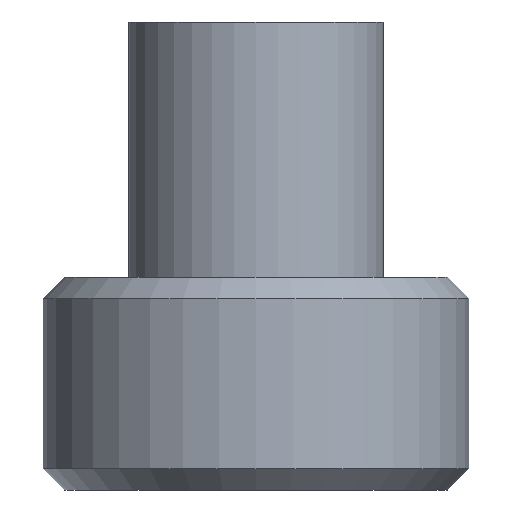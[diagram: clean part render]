
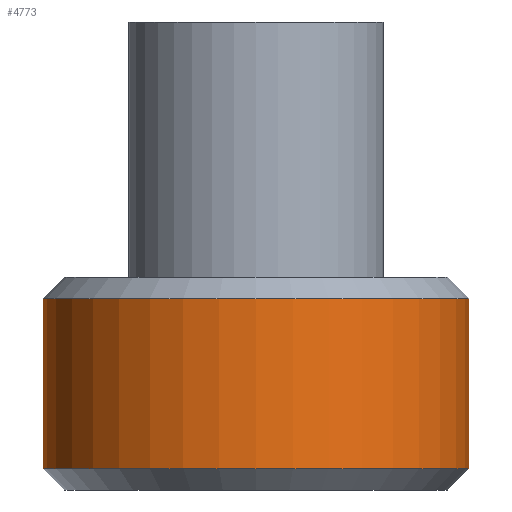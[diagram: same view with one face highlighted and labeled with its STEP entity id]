
A CAD part, left-side view. The second image highlights one B-rep face of the part: STEP entity #4773.
In plain terms, the highlighted cylindrical face has radius 10 mm (diameter 20 mm), a full revolution.
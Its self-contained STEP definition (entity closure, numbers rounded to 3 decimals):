
#53=CYLINDRICAL_SURFACE('',#4982,10.);
#84=CIRCLE('',#4979,10.);
#85=CIRCLE('',#4980,10.);
#87=CIRCLE('',#4983,10.);
#88=CIRCLE('',#4984,10.);
#112=FACE_BOUND('',#1154,.T.);
#443=B_SPLINE_CURVE_WITH_KNOTS('',3,(#9221,#9222,#9223,#9224,#9225,#9226,
#9227,#9228,#9229,#9230,#9231,#9232,#9233,#9234,#9235,#9236,#9237,#9238),
 .UNSPECIFIED.,.F.,.F.,(4,2,2,2,2,2,2,2,4),(0.,0.038,0.075,
0.113,0.151,0.188,0.226,
0.264,0.302),.UNSPECIFIED.);
#444=B_SPLINE_CURVE_WITH_KNOTS('',3,(#9239,#9240,#9241,#9242,#9243,#9244,
#9245,#9246,#9247,#9248,#9249,#9250,#9251,#9252,#9253,#9254,#9255,#9256),
 .UNSPECIFIED.,.F.,.F.,(4,2,2,2,2,2,2,2,4),(0.302,0.339,
0.377,0.415,0.452,0.49,
0.528,0.565,0.603),.UNSPECIFIED.);
#868=FACE_OUTER_BOUND('',#1153,.T.);
#1153=EDGE_LOOP('',(#4417,#4418,#4419,#4420,#4421,#4422));
#1154=EDGE_LOOP('',(#4423,#4424));
#1499=LINE('',#9277,#1840);
#1840=VECTOR('',#5601,10.);
#2303=VERTEX_POINT('',#9218);
#2304=VERTEX_POINT('',#9220);
#2307=VERTEX_POINT('',#9265);
#2308=VERTEX_POINT('',#9266);
#2310=VERTEX_POINT('',#9273);
#2311=VERTEX_POINT('',#9274);
#3006=EDGE_CURVE('',#2304,#2303,#443,.T.);
#3007=EDGE_CURVE('',#2303,#2304,#444,.T.);
#3011=EDGE_CURVE('',#2307,#2308,#84,.T.);
#3012=EDGE_CURVE('',#2308,#2307,#85,.T.);
#3015=EDGE_CURVE('',#2310,#2311,#87,.T.);
#3016=EDGE_CURVE('',#2311,#2310,#88,.T.);
#3017=EDGE_CURVE('',#2311,#2308,#1499,.T.);
#4417=ORIENTED_EDGE('',*,*,#3015,.F.);
#4418=ORIENTED_EDGE('',*,*,#3016,.F.);
#4419=ORIENTED_EDGE('',*,*,#3017,.T.);
#4420=ORIENTED_EDGE('',*,*,#3011,.F.);
#4421=ORIENTED_EDGE('',*,*,#3012,.F.);
#4422=ORIENTED_EDGE('',*,*,#3017,.F.);
#4423=ORIENTED_EDGE('',*,*,#3006,.T.);
#4424=ORIENTED_EDGE('',*,*,#3007,.T.);
#4773=ADVANCED_FACE('',(#868,#112),#53,.T.);
#4979=AXIS2_PLACEMENT_3D('',#9267,#5588,#5589);
#4980=AXIS2_PLACEMENT_3D('',#9268,#5590,#5591);
#4982=AXIS2_PLACEMENT_3D('',#9272,#5595,#5596);
#4983=AXIS2_PLACEMENT_3D('',#9275,#5597,#5598);
#4984=AXIS2_PLACEMENT_3D('',#9276,#5599,#5600);
#5588=DIRECTION('center_axis',(0.,0.,-1.));
#5589=DIRECTION('ref_axis',(-1.,0.,0.));
#5590=DIRECTION('center_axis',(0.,0.,-1.));
#5591=DIRECTION('ref_axis',(-1.,0.,0.));
#5595=DIRECTION('center_axis',(0.,0.,1.));
#5596=DIRECTION('ref_axis',(1.,0.,0.));
#5597=DIRECTION('center_axis',(0.,0.,1.));
#5598=DIRECTION('ref_axis',(-1.,0.,0.));
#5599=DIRECTION('center_axis',(0.,0.,1.));
#5600=DIRECTION('ref_axis',(-1.,0.,0.));
#5601=DIRECTION('',(0.,0.,-1.));
#9218=CARTESIAN_POINT('',(9.95,-1.,2.5));
#9220=CARTESIAN_POINT('',(9.95,1.,2.5));
#9221=CARTESIAN_POINT('Ctrl Pts',(9.95,1.,2.5));
#9222=CARTESIAN_POINT('Ctrl Pts',(9.95,1.,2.374));
#9223=CARTESIAN_POINT('Ctrl Pts',(9.952,0.975,2.24));
#9224=CARTESIAN_POINT('Ctrl Pts',(9.962,0.873,1.994));
#9225=CARTESIAN_POINT('Ctrl Pts',(9.969,0.796,1.882));
#9226=CARTESIAN_POINT('Ctrl Pts',(9.981,0.618,1.704));
#9227=CARTESIAN_POINT('Ctrl Pts',(9.988,0.506,1.627));
#9228=CARTESIAN_POINT('Ctrl Pts',(9.997,0.26,1.525));
#9229=CARTESIAN_POINT('Ctrl Pts',(10.,0.126,1.5));
#9230=CARTESIAN_POINT('Ctrl Pts',(10.,-0.126,1.5));
#9231=CARTESIAN_POINT('Ctrl Pts',(9.997,-0.26,1.525));
#9232=CARTESIAN_POINT('Ctrl Pts',(9.988,-0.506,1.627));
#9233=CARTESIAN_POINT('Ctrl Pts',(9.981,-0.618,1.704));
#9234=CARTESIAN_POINT('Ctrl Pts',(9.969,-0.796,1.882));
#9235=CARTESIAN_POINT('Ctrl Pts',(9.962,-0.873,1.994));
#9236=CARTESIAN_POINT('Ctrl Pts',(9.952,-0.975,2.24));
#9237=CARTESIAN_POINT('Ctrl Pts',(9.95,-1.,2.374));
#9238=CARTESIAN_POINT('Ctrl Pts',(9.95,-1.,2.5));
#9239=CARTESIAN_POINT('Ctrl Pts',(9.95,-1.,2.5));
#9240=CARTESIAN_POINT('Ctrl Pts',(9.95,-1.,2.626));
#9241=CARTESIAN_POINT('Ctrl Pts',(9.952,-0.975,2.76));
#9242=CARTESIAN_POINT('Ctrl Pts',(9.962,-0.873,3.006));
#9243=CARTESIAN_POINT('Ctrl Pts',(9.969,-0.796,3.118));
#9244=CARTESIAN_POINT('Ctrl Pts',(9.981,-0.618,3.296));
#9245=CARTESIAN_POINT('Ctrl Pts',(9.988,-0.506,3.373));
#9246=CARTESIAN_POINT('Ctrl Pts',(9.997,-0.26,3.475));
#9247=CARTESIAN_POINT('Ctrl Pts',(10.,-0.126,3.5));
#9248=CARTESIAN_POINT('Ctrl Pts',(10.,0.126,3.5));
#9249=CARTESIAN_POINT('Ctrl Pts',(9.997,0.26,3.475));
#9250=CARTESIAN_POINT('Ctrl Pts',(9.988,0.506,3.373));
#9251=CARTESIAN_POINT('Ctrl Pts',(9.981,0.618,3.296));
#9252=CARTESIAN_POINT('Ctrl Pts',(9.969,0.796,3.118));
#9253=CARTESIAN_POINT('Ctrl Pts',(9.962,0.873,3.006));
#9254=CARTESIAN_POINT('Ctrl Pts',(9.952,0.975,2.76));
#9255=CARTESIAN_POINT('Ctrl Pts',(9.95,1.,2.626));
#9256=CARTESIAN_POINT('Ctrl Pts',(9.95,1.,2.5));
#9265=CARTESIAN_POINT('',(10.,0.,1.));
#9266=CARTESIAN_POINT('',(-10.,0.,1.));
#9267=CARTESIAN_POINT('Origin',(0.,0.,1.));
#9268=CARTESIAN_POINT('Origin',(0.,0.,1.));
#9272=CARTESIAN_POINT('Origin',(0.,0.,0.));
#9273=CARTESIAN_POINT('',(10.,0.,9.));
#9274=CARTESIAN_POINT('',(-10.,0.,9.));
#9275=CARTESIAN_POINT('Origin',(0.,0.,9.));
#9276=CARTESIAN_POINT('Origin',(0.,0.,9.));
#9277=CARTESIAN_POINT('',(-10.,0.,0.));
